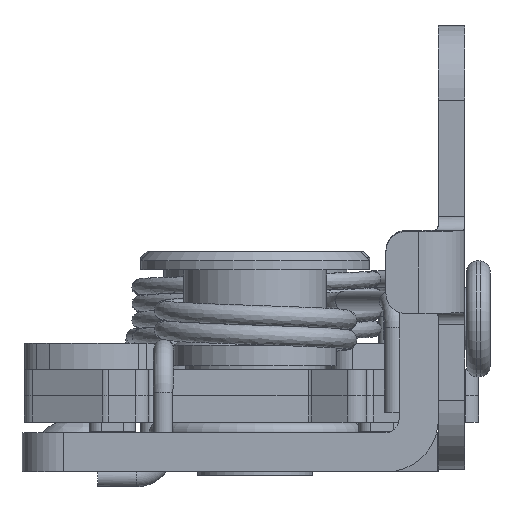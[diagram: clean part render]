
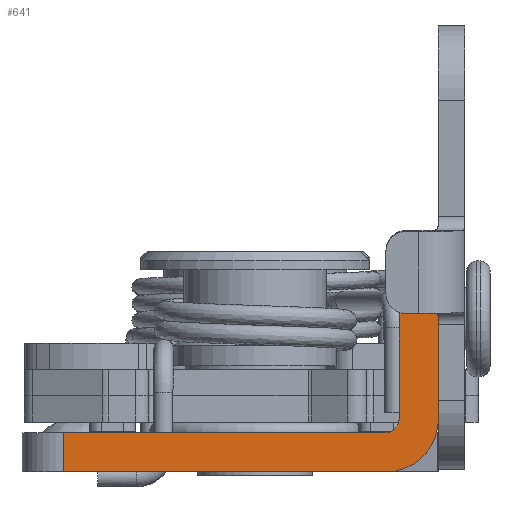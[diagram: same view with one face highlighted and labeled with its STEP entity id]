
A CAD part, left-side view. The second image highlights one B-rep face of the part: STEP entity #641.
In plain terms, the highlighted planar face has unit normal (-1, 0, 0).
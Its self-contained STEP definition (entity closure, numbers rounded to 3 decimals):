
#641=ADVANCED_FACE('',(#1602),#1603,.F.);
#1602=FACE_OUTER_BOUND('',#3085,.T.);
#1603=PLANE('',#3086);
#3085=EDGE_LOOP('',(#5684,#5685,#5686,#5687,#5688,#5689,#5690,#5691));
#3086=AXIS2_PLACEMENT_3D('',#5692,#5693,#5694);
#5684=ORIENTED_EDGE('',*,*,#9071,.F.);
#5685=ORIENTED_EDGE('',*,*,#8862,.F.);
#5686=ORIENTED_EDGE('',*,*,#8905,.T.);
#5687=ORIENTED_EDGE('',*,*,#9069,.T.);
#5688=ORIENTED_EDGE('',*,*,#9051,.F.);
#5689=ORIENTED_EDGE('',*,*,#8867,.T.);
#5690=ORIENTED_EDGE('',*,*,#9072,.T.);
#5691=ORIENTED_EDGE('',*,*,#8853,.F.);
#5692=CARTESIAN_POINT('',(-12.928,32.624,0.));
#5693=DIRECTION('',(1.0,0.,0.));
#5694=DIRECTION('',(0.,0.,1.0));
#8853=EDGE_CURVE('',#10277,#10272,#10279,.T.);
#8862=EDGE_CURVE('',#10293,#10295,#10296,.T.);
#8867=EDGE_CURVE('',#10304,#10302,#10305,.T.);
#8905=EDGE_CURVE('',#10293,#10365,#10367,.T.);
#9051=EDGE_CURVE('',#10304,#10593,#10594,.T.);
#9069=EDGE_CURVE('',#10365,#10593,#10617,.T.);
#9071=EDGE_CURVE('',#10295,#10277,#10619,.T.);
#9072=EDGE_CURVE('',#10302,#10272,#10620,.T.);
#10272=VERTEX_POINT('',#12377);
#10277=VERTEX_POINT('',#12383);
#10279=LINE('',#12385,#12386);
#10293=VERTEX_POINT('',#12404);
#10295=VERTEX_POINT('',#12407);
#10296=CIRCLE('',#12408,1.0);
#10302=VERTEX_POINT('',#12415);
#10304=VERTEX_POINT('',#12418);
#10305=CIRCLE('',#12419,4.0);
#10365=VERTEX_POINT('',#12498);
#10367=LINE('',#12500,#12501);
#10593=VERTEX_POINT('',#12783);
#10594=LINE('',#12784,#12785);
#10617=LINE('',#12817,#12818);
#10619=LINE('',#12820,#12821);
#10620=LINE('',#12822,#12823);
#12377=CARTESIAN_POINT('',(-12.928,29.624,15.5));
#12383=CARTESIAN_POINT('',(-12.928,32.624,15.5));
#12385=CARTESIAN_POINT('',(-12.928,32.624,15.5));
#12386=VECTOR('',#15244,1.0);
#12404=CARTESIAN_POINT('',(-12.928,33.624,3.0));
#12407=CARTESIAN_POINT('',(-12.928,32.624,4.0));
#12408=AXIS2_PLACEMENT_3D('',#15253,#15254,#15255);
#12415=CARTESIAN_POINT('',(-12.928,29.624,4.0));
#12418=CARTESIAN_POINT('',(-12.928,33.624,0.));
#12419=AXIS2_PLACEMENT_3D('',#15261,#15262,#15263);
#12498=CARTESIAN_POINT('',(-12.928,58.199,3.0));
#12500=CARTESIAN_POINT('',(-12.928,33.799,3.0));
#12501=VECTOR('',#15310,1.0);
#12783=CARTESIAN_POINT('',(-12.928,58.199,0.));
#12784=CARTESIAN_POINT('',(-12.928,32.624,0.));
#12785=VECTOR('',#15538,1.0);
#12817=CARTESIAN_POINT('',(-12.928,58.199,0.));
#12818=VECTOR('',#15566,1.0);
#12820=CARTESIAN_POINT('',(-12.928,32.624,3.0));
#12821=VECTOR('',#15567,1.0);
#12822=CARTESIAN_POINT('',(-12.928,29.624,3.0));
#12823=VECTOR('',#15568,1.0);
#15244=DIRECTION('',(0.,-1.0,0.));
#15253=CARTESIAN_POINT('',(-12.928,33.624,4.0));
#15254=DIRECTION('',(-1.0,0.,0.));
#15255=DIRECTION('',(0.,0.,1.0));
#15261=CARTESIAN_POINT('',(-12.928,33.624,4.0));
#15262=DIRECTION('',(-1.0,0.,0.));
#15263=DIRECTION('',(0.,0.,1.0));
#15310=DIRECTION('',(0.,1.0,0.));
#15538=DIRECTION('',(0.,1.0,0.));
#15566=DIRECTION('',(0.,0.,-1.0));
#15567=DIRECTION('',(0.,0.,1.0));
#15568=DIRECTION('',(0.,0.,1.0));
